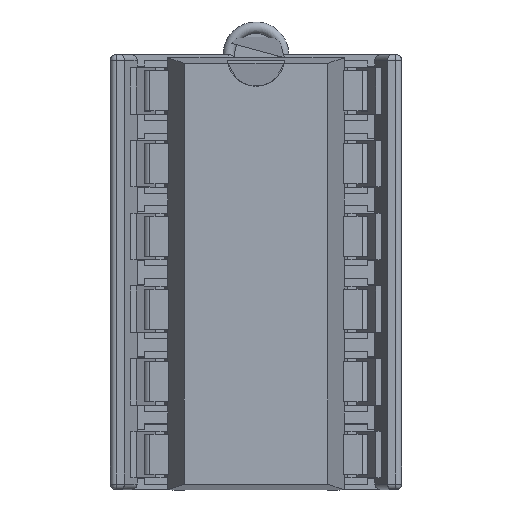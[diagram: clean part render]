
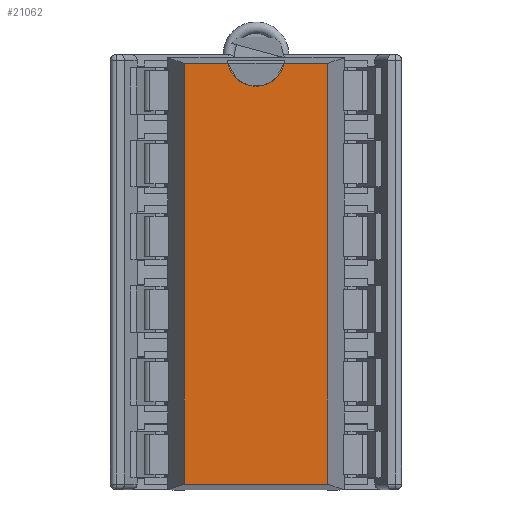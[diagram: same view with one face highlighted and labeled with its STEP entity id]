
A CAD part, top view. The second image highlights one B-rep face of the part: STEP entity #21062.
In plain terms, the highlighted planar face has unit normal (0, 0, 1).
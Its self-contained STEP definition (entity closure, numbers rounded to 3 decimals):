
#20248 = EDGE_CURVE('',#20249,#20251,#20253,.T.);
#20249 = VERTEX_POINT('',#20250);
#20250 = CARTESIAN_POINT('',(2.5,0.96,8.48));
#20251 = VERTEX_POINT('',#20252);
#20252 = CARTESIAN_POINT('',(2.5,-13.74,8.48));
#20253 = LINE('',#20254,#20255);
#20254 = CARTESIAN_POINT('',(2.5,1.16,8.48));
#20255 = VECTOR('',#20256,1.);
#20256 = DIRECTION('',(0.,-1.,0.));
#20573 = VERTEX_POINT('',#20574);
#20574 = CARTESIAN_POINT('',(-2.5,0.96,8.48));
#20580 = EDGE_CURVE('',#20573,#20581,#20583,.T.);
#20581 = VERTEX_POINT('',#20582);
#20582 = CARTESIAN_POINT('',(-2.5,-13.74,8.48));
#20583 = LINE('',#20584,#20585);
#20584 = CARTESIAN_POINT('',(-2.5,1.16,8.48));
#20585 = VECTOR('',#20586,1.);
#20586 = DIRECTION('',(0.,-1.,0.));
#21062 = ADVANCED_FACE('',(#21063),#21096,.F.);
#21063 = FACE_BOUND('',#21064,.F.);
#21064 = EDGE_LOOP('',(#21065,#21066,#21074,#21083,#21089,#21090));
#21065 = ORIENTED_EDGE('',*,*,#20580,.F.);
#21066 = ORIENTED_EDGE('',*,*,#21067,.T.);
#21067 = EDGE_CURVE('',#20573,#21068,#21070,.T.);
#21068 = VERTEX_POINT('',#21069);
#21069 = CARTESIAN_POINT('',(-0.98,0.96,8.48));
#21070 = LINE('',#21071,#21072);
#21071 = CARTESIAN_POINT('',(-18.489,0.96,8.48));
#21072 = VECTOR('',#21073,1.);
#21073 = DIRECTION('',(1.,0.,0.));
#21074 = ORIENTED_EDGE('',*,*,#21075,.T.);
#21075 = EDGE_CURVE('',#21068,#21076,#21078,.T.);
#21076 = VERTEX_POINT('',#21077);
#21077 = CARTESIAN_POINT('',(0.98,0.96,8.48));
#21078 = CIRCLE('',#21079,1.);
#21079 = AXIS2_PLACEMENT_3D('',#21080,#21081,#21082);
#21080 = CARTESIAN_POINT('',(0.,1.16,8.48));
#21081 = DIRECTION('',(0.,0.,1.));
#21082 = DIRECTION('',(1.,0.,0.));
#21083 = ORIENTED_EDGE('',*,*,#21084,.T.);
#21084 = EDGE_CURVE('',#21076,#20249,#21085,.T.);
#21085 = LINE('',#21086,#21087);
#21086 = CARTESIAN_POINT('',(-18.489,0.96,8.48));
#21087 = VECTOR('',#21088,1.);
#21088 = DIRECTION('',(1.,0.,0.));
#21089 = ORIENTED_EDGE('',*,*,#20248,.T.);
#21090 = ORIENTED_EDGE('',*,*,#21091,.F.);
#21091 = EDGE_CURVE('',#20581,#20251,#21092,.T.);
#21092 = LINE('',#21093,#21094);
#21093 = CARTESIAN_POINT('',(-18.489,-13.74,8.48));
#21094 = VECTOR('',#21095,1.);
#21095 = DIRECTION('',(1.,0.,0.));
#21096 = PLANE('',#21097);
#21097 = AXIS2_PLACEMENT_3D('',#21098,#21099,#21100);
#21098 = CARTESIAN_POINT('',(2.5,1.16,8.48));
#21099 = DIRECTION('',(0.,0.,-1.));
#21100 = DIRECTION('',(-1.,0.,0.));
